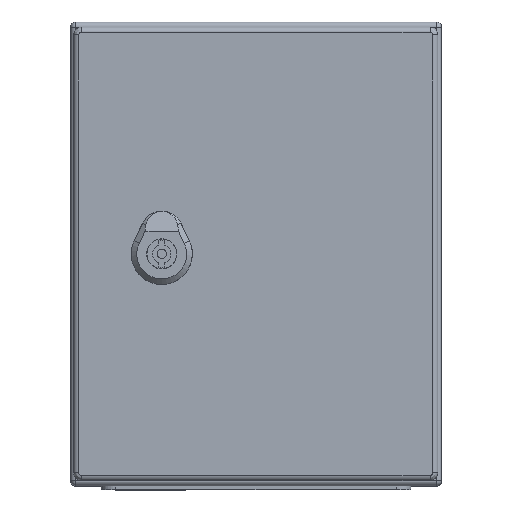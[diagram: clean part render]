
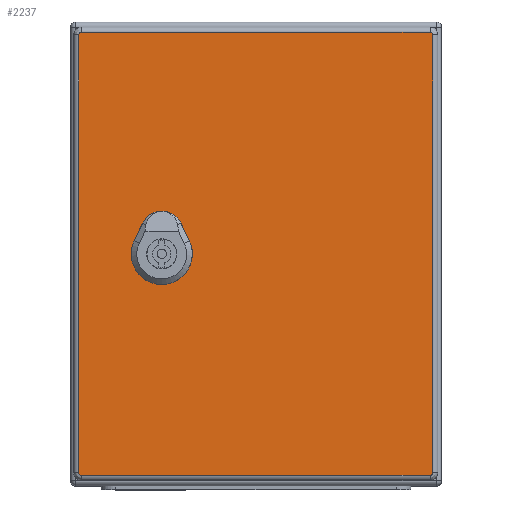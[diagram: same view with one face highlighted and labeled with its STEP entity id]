
A CAD part, top view. The second image highlights one B-rep face of the part: STEP entity #2237.
In plain terms, the highlighted face is planar.
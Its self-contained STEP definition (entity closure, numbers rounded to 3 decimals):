
#1345=FACE_BOUND('',#3334,.T.);
#1346=FACE_BOUND('',#3335,.T.);
#1850=CIRCLE('',#8955,11.25);
#1851=CIRCLE('',#8956,11.25);
#1852=CIRCLE('',#8957,11.25);
#1853=CIRCLE('',#8958,11.25);
#1854=CIRCLE('',#8959,1.4);
#1855=CIRCLE('',#8960,1.4);
#1856=CIRCLE('',#8961,1.4);
#1857=CIRCLE('',#8962,1.4);
#2237=ADVANCED_FACE('',(#1345,#1346),#2494,.F.);
#2494=PLANE('',#8963);
#3334=EDGE_LOOP('',(#4776,#4777,#4778,#4779,#4780,#4781,#4782,#4783));
#3335=EDGE_LOOP('',(#4784,#4785,#4786,#4787,#4788,#4789,#4790,#4791));
#4776=ORIENTED_EDGE('',*,*,#6915,.T.);
#4777=ORIENTED_EDGE('',*,*,#6916,.T.);
#4778=ORIENTED_EDGE('',*,*,#6917,.T.);
#4779=ORIENTED_EDGE('',*,*,#6918,.T.);
#4780=ORIENTED_EDGE('',*,*,#6919,.T.);
#4781=ORIENTED_EDGE('',*,*,#6920,.T.);
#4782=ORIENTED_EDGE('',*,*,#6921,.T.);
#4783=ORIENTED_EDGE('',*,*,#6922,.T.);
#4784=ORIENTED_EDGE('',*,*,#6923,.F.);
#4785=ORIENTED_EDGE('',*,*,#6924,.F.);
#4786=ORIENTED_EDGE('',*,*,#6925,.F.);
#4787=ORIENTED_EDGE('',*,*,#6926,.F.);
#4788=ORIENTED_EDGE('',*,*,#6927,.F.);
#4789=ORIENTED_EDGE('',*,*,#6928,.F.);
#4790=ORIENTED_EDGE('',*,*,#6929,.F.);
#4791=ORIENTED_EDGE('',*,*,#6930,.F.);
#6024=VERTEX_POINT('',#13335);
#6025=VERTEX_POINT('',#13336);
#6026=VERTEX_POINT('',#13338);
#6027=VERTEX_POINT('',#13340);
#6028=VERTEX_POINT('',#13342);
#6029=VERTEX_POINT('',#13344);
#6030=VERTEX_POINT('',#13346);
#6031=VERTEX_POINT('',#13348);
#6032=VERTEX_POINT('',#13351);
#6033=VERTEX_POINT('',#13352);
#6034=VERTEX_POINT('',#13354);
#6035=VERTEX_POINT('',#13356);
#6036=VERTEX_POINT('',#13358);
#6037=VERTEX_POINT('',#13360);
#6038=VERTEX_POINT('',#13362);
#6039=VERTEX_POINT('',#13364);
#6915=EDGE_CURVE('',#6024,#6025,#7612,.T.);
#6916=EDGE_CURVE('',#6025,#6026,#1850,.T.);
#6917=EDGE_CURVE('',#6026,#6027,#7613,.T.);
#6918=EDGE_CURVE('',#6027,#6028,#1851,.T.);
#6919=EDGE_CURVE('',#6028,#6029,#7614,.T.);
#6920=EDGE_CURVE('',#6029,#6030,#1852,.T.);
#6921=EDGE_CURVE('',#6030,#6031,#7615,.T.);
#6922=EDGE_CURVE('',#6031,#6024,#1853,.T.);
#6923=EDGE_CURVE('',#6032,#6033,#1854,.T.);
#6924=EDGE_CURVE('',#6034,#6032,#7616,.T.);
#6925=EDGE_CURVE('',#6035,#6034,#1855,.T.);
#6926=EDGE_CURVE('',#6036,#6035,#7617,.T.);
#6927=EDGE_CURVE('',#6037,#6036,#1856,.T.);
#6928=EDGE_CURVE('',#6038,#6037,#7618,.T.);
#6929=EDGE_CURVE('',#6039,#6038,#1857,.T.);
#6930=EDGE_CURVE('',#6033,#6039,#7619,.T.);
#7612=LINE('',#13334,#8173);
#7613=LINE('',#13339,#8174);
#7614=LINE('',#13343,#8175);
#7615=LINE('',#13347,#8176);
#7616=LINE('',#13353,#8177);
#7617=LINE('',#13357,#8178);
#7618=LINE('',#13361,#8179);
#7619=LINE('',#13365,#8180);
#8173=VECTOR('',#10721,1.);
#8174=VECTOR('',#10724,1.);
#8175=VECTOR('',#10727,1.);
#8176=VECTOR('',#10730,1.);
#8177=VECTOR('',#10735,1.);
#8178=VECTOR('',#10738,1.);
#8179=VECTOR('',#10741,1.);
#8180=VECTOR('',#10744,1.);
#8955=AXIS2_PLACEMENT_3D('',#13337,#10722,#10723);
#8956=AXIS2_PLACEMENT_3D('',#13341,#10725,#10726);
#8957=AXIS2_PLACEMENT_3D('',#13345,#10728,#10729);
#8958=AXIS2_PLACEMENT_3D('',#13349,#10731,#10732);
#8959=AXIS2_PLACEMENT_3D('',#13350,#10733,#10734);
#8960=AXIS2_PLACEMENT_3D('',#13355,#10736,#10737);
#8961=AXIS2_PLACEMENT_3D('',#13359,#10739,#10740);
#8962=AXIS2_PLACEMENT_3D('',#13363,#10742,#10743);
#8963=AXIS2_PLACEMENT_3D('',#13366,#10745,#10746);
#10721=DIRECTION('',(-1.,0.,0.));
#10722=DIRECTION('',(0.,0.,1.));
#10723=DIRECTION('',(1.,0.,0.));
#10724=DIRECTION('',(0.,-1.,0.));
#10725=DIRECTION('',(0.,0.,1.));
#10726=DIRECTION('',(1.,0.,0.));
#10727=DIRECTION('',(1.,0.,0.));
#10728=DIRECTION('',(0.,0.,1.));
#10729=DIRECTION('',(1.,0.,0.));
#10730=DIRECTION('',(0.,1.,0.));
#10731=DIRECTION('',(0.,0.,1.));
#10732=DIRECTION('',(1.,0.,0.));
#10733=DIRECTION('',(0.,0.,1.));
#10734=DIRECTION('',(1.,0.,0.));
#10735=DIRECTION('',(0.,-1.,0.));
#10736=DIRECTION('',(0.,0.,1.));
#10737=DIRECTION('',(1.,0.,0.));
#10738=DIRECTION('',(-1.,0.,0.));
#10739=DIRECTION('',(0.,0.,1.));
#10740=DIRECTION('',(1.,0.,0.));
#10741=DIRECTION('',(0.,1.,0.));
#10742=DIRECTION('',(0.,0.,1.));
#10743=DIRECTION('',(1.,0.,0.));
#10744=DIRECTION('',(1.,0.,0.));
#10745=DIRECTION('',(0.,0.,1.));
#10746=DIRECTION('',(1.,0.,0.));
#13334=CARTESIAN_POINT('',(-93.95,10.2,0.));
#13335=CARTESIAN_POINT('',(55.396,10.2,0.));
#13336=CARTESIAN_POINT('',(45.904,10.2,0.));
#13337=CARTESIAN_POINT('',(50.65,0.,0.));
#13338=CARTESIAN_POINT('',(40.45,4.746,0.));
#13339=CARTESIAN_POINT('',(40.45,118.,0.));
#13340=CARTESIAN_POINT('',(40.45,-4.746,0.));
#13341=CARTESIAN_POINT('',(50.65,0.,0.));
#13342=CARTESIAN_POINT('',(45.904,-10.2,0.));
#13343=CARTESIAN_POINT('',(-93.95,-10.2,0.));
#13344=CARTESIAN_POINT('',(55.396,-10.2,0.));
#13345=CARTESIAN_POINT('',(50.65,0.,0.));
#13346=CARTESIAN_POINT('',(60.85,-4.746,0.));
#13347=CARTESIAN_POINT('',(60.85,118.,0.));
#13348=CARTESIAN_POINT('',(60.85,4.746,0.));
#13349=CARTESIAN_POINT('',(50.65,0.,0.));
#13350=CARTESIAN_POINT('',(-93.95,-118.,0.));
#13351=CARTESIAN_POINT('',(-95.35,-118.,0.));
#13352=CARTESIAN_POINT('',(-93.95,-119.4,0.));
#13353=CARTESIAN_POINT('',(-95.35,118.,0.));
#13354=CARTESIAN_POINT('',(-95.35,118.,0.));
#13355=CARTESIAN_POINT('',(-93.95,118.,0.));
#13356=CARTESIAN_POINT('',(-93.95,119.4,0.));
#13357=CARTESIAN_POINT('',(93.95,119.4,0.));
#13358=CARTESIAN_POINT('',(93.95,119.4,0.));
#13359=CARTESIAN_POINT('',(93.95,118.,0.));
#13360=CARTESIAN_POINT('',(95.35,118.,0.));
#13361=CARTESIAN_POINT('',(95.35,-118.,0.));
#13362=CARTESIAN_POINT('',(95.35,-118.,0.));
#13363=CARTESIAN_POINT('',(93.95,-118.,0.));
#13364=CARTESIAN_POINT('',(93.95,-119.4,0.));
#13365=CARTESIAN_POINT('',(-93.95,-119.4,0.));
#13366=CARTESIAN_POINT('',(-93.95,118.,0.));
